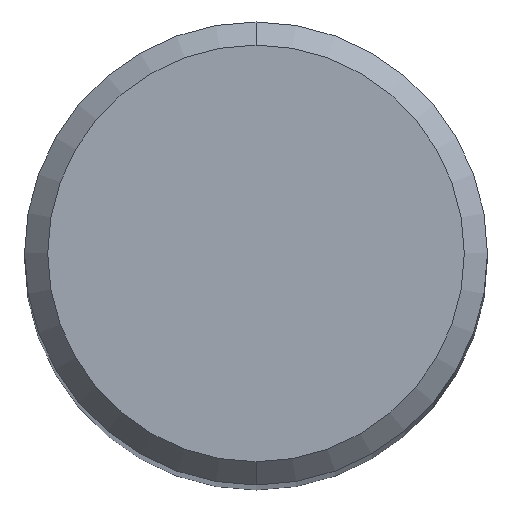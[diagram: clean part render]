
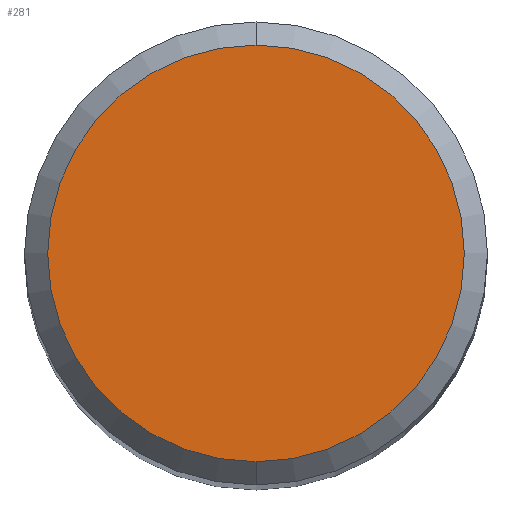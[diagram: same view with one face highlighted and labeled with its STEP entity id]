
A CAD part, top view. The second image highlights one B-rep face of the part: STEP entity #281.
In plain terms, the highlighted planar face has unit normal (0, 0, 1).
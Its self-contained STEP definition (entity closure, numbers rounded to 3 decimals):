
#281=ADVANCED_FACE('',(#595),#596,.T.);
#291=EDGE_CURVE('',#439,#299,#606,.T.);
#299=VERTEX_POINT('',#614);
#427=EDGE_CURVE('',#299,#439,#756,.T.);
#439=VERTEX_POINT('',#769);
#595=FACE_OUTER_BOUND('',#1058,.T.);
#596=PLANE('',#1059);
#606=CIRCLE('',#1074,3.6);
#614=CARTESIAN_POINT('',(0.0,3.6,0.0));
#756=CIRCLE('',#1399,3.6);
#769=CARTESIAN_POINT('',(0.,-3.6,0.0));
#1058=EDGE_LOOP('',(#1555,#1556));
#1059=AXIS2_PLACEMENT_3D('',#1557,#1558,#1559);
#1074=AXIS2_PLACEMENT_3D('',#1562,#1563,#1564);
#1399=AXIS2_PLACEMENT_3D('',#1735,#1736,#1737);
#1555=ORIENTED_EDGE('',*,*,#427,.F.);
#1556=ORIENTED_EDGE('',*,*,#291,.F.);
#1557=CARTESIAN_POINT('',(0.0,1.8,0.0));
#1558=DIRECTION('',(-0.0,0.0,1.0));
#1559=DIRECTION('',(0.0,-1.0,0.0));
#1562=CARTESIAN_POINT('',(0.0,0.0,0.0));
#1563=DIRECTION('',(0.0,0.0,-1.0));
#1564=DIRECTION('',(0.0,1.0,0.0));
#1735=CARTESIAN_POINT('',(0.0,0.0,0.0));
#1736=DIRECTION('',(0.0,0.0,-1.0));
#1737=DIRECTION('',(0.0,1.0,0.0));
